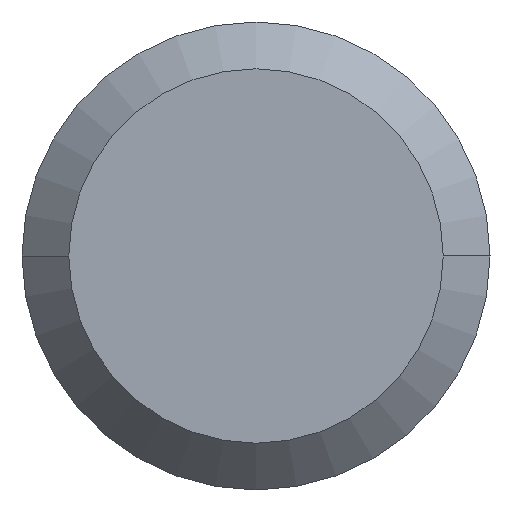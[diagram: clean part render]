
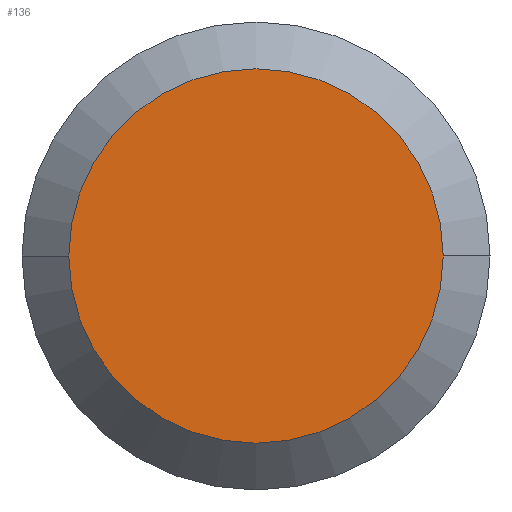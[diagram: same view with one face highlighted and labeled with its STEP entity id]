
A CAD part, left-side view. The second image highlights one B-rep face of the part: STEP entity #136.
In plain terms, the highlighted planar face has unit normal (-1, 0, 0).
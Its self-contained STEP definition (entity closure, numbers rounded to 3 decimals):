
#12 = AXIS2_PLACEMENT_3D ( 'NONE', #28, #154, #221 ) ;
#16 = DIRECTION ( 'NONE',  ( 0., -1., 0. ) ) ;
#21 = PLANE ( 'NONE',  #211 ) ;
#23 = DIRECTION ( 'NONE',  ( 1., 0., 0. ) ) ;
#25 = VERTEX_POINT ( 'NONE', #399 ) ;
#28 = CARTESIAN_POINT ( 'NONE',  ( 0., 0., 0. ) ) ;
#48 = ORIENTED_EDGE ( 'NONE', *, *, #314, .F. ) ;
#54 = DIRECTION ( 'NONE',  ( 0., 1., 0. ) ) ;
#111 = CARTESIAN_POINT ( 'NONE',  ( 0., -1.6, 0. ) ) ;
#116 = CIRCLE ( 'NONE', #272, 1.6 ) ;
#117 = VERTEX_POINT ( 'NONE', #111 ) ;
#136 = ADVANCED_FACE ( 'NONE', ( #357 ), #21, .T. ) ;
#154 = DIRECTION ( 'NONE',  ( 1., 0., 0. ) ) ;
#177 = CARTESIAN_POINT ( 'NONE',  ( 0., 0., 0. ) ) ;
#211 = AXIS2_PLACEMENT_3D ( 'NONE', #238, #275, #16 ) ;
#221 = DIRECTION ( 'NONE',  ( 0., 1., 0. ) ) ;
#235 = CIRCLE ( 'NONE', #12, 1.6 ) ;
#238 = CARTESIAN_POINT ( 'NONE',  ( 0., 0., 0. ) ) ;
#248 = EDGE_LOOP ( 'NONE', ( #258, #48 ) ) ;
#252 = EDGE_CURVE ( 'NONE', #25, #117, #116, .T. ) ;
#258 = ORIENTED_EDGE ( 'NONE', *, *, #252, .F. ) ;
#272 = AXIS2_PLACEMENT_3D ( 'NONE', #177, #23, #54 ) ;
#275 = DIRECTION ( 'NONE',  ( -1., 0., 0. ) ) ;
#314 = EDGE_CURVE ( 'NONE', #117, #25, #235, .T. ) ;
#357 = FACE_OUTER_BOUND ( 'NONE', #248, .T. ) ;
#399 = CARTESIAN_POINT ( 'NONE',  ( 0., 1.6, 0. ) ) ;
